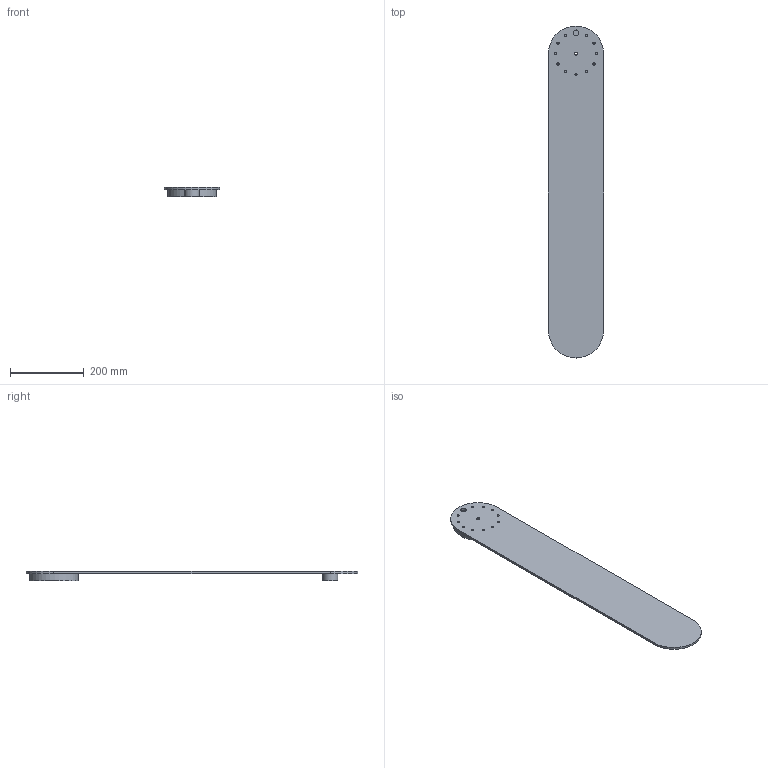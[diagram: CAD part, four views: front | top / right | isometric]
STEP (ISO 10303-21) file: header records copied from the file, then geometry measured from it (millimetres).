
FILE_DESCRIPTION(('STEP AP203'),'2;1');
FILE_NAME('COMPLESSIVO OROLOGIO PICCOLO.stp','2024-07-01T14:19:49',(''),(''),'2009.3.110','THINKDESIGN','');
FILE_SCHEMA(('CONFIG_CONTROL_DESIGN'));
Length unit declared in the file: millimetre
Bounding box: 150 x 900 x 25 mm (x, y, z)
Volume: 899933.5 mm3; surface area: 312937.6 mm2
Topology: 3 solids, 3 shells, 55 faces, 170 edges, 124 vertices
Faces by surface type: cylinder 30, plane 25
Full cylindrical faces by diameter (mm): 4 x2, 6 x11, 8 x2, 16 x1, 40 x1
Entity records: 2143 total; most frequent: DIRECTION 374, CARTESIAN_POINT 349, ORIENTED_EDGE 340, EDGE_CURVE 170, AXIS2_PLACEMENT_3D 149, VERTEX_POINT 124, CIRCLE 94, EDGE_LOOP 88
